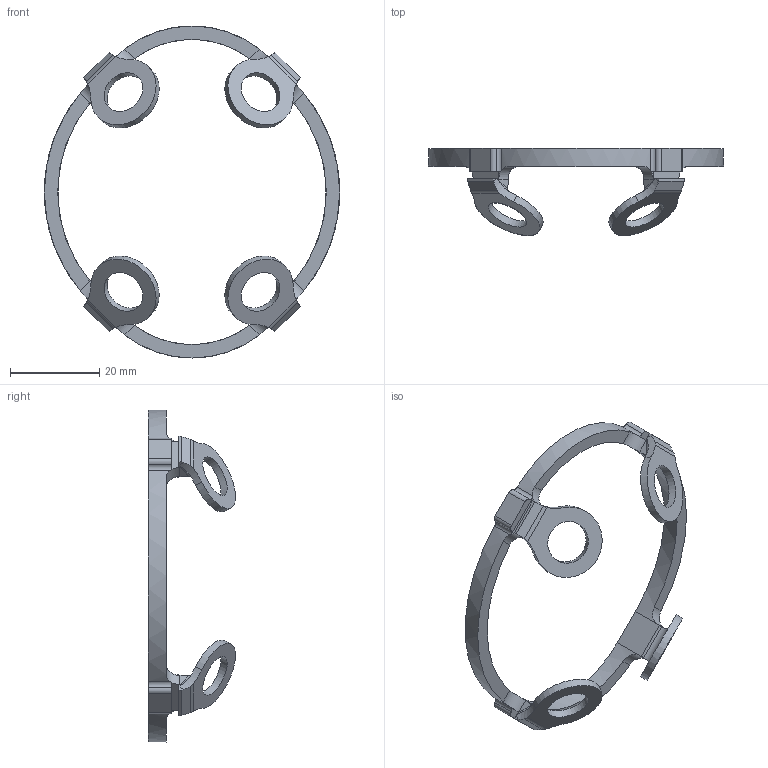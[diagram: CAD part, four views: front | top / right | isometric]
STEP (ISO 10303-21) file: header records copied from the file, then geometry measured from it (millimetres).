
FILE_DESCRIPTION(/* description */ (''),/* implementation_level */ '2;1');
FILE_NAME(/* name */ 'bottom_frame.stp',/* time_stamp */ '2017-08-26T23:10:17+03:00',/* author */ ('mert_'),/* organization */ (''),/* preprocessor_version */ 'ST-DEVELOPER v16.13',/* originating_system */ 'Autodesk Inventor 2018',/* authorisation */ '');
FILE_SCHEMA (('AUTOMOTIVE_DESIGN { 1 0 10303 214 3 1 1 }'));
Length unit declared in the file: millimetre
Products named in the file (1): bottom_frame
Bounding box: 66.12 x 19.48 x 74.32 mm (x, y, z)
Volume: 4419.9 mm3; surface area: 5113.4 mm2
Topology: 1 solids, 1 shells, 129 faces, 388 edges, 276 vertices
Faces by surface type: cylinder 72, plane 57
Full cylindrical faces by diameter (mm): 9.5 x4
Entity records: 4606 total; most frequent: CARTESIAN_POINT 1070, ORIENTED_EDGE 736, DIRECTION 712, EDGE_CURVE 368, AXIS2_PLACEMENT_3D 262, VERTEX_POINT 244, LINE 188, VECTOR 188
